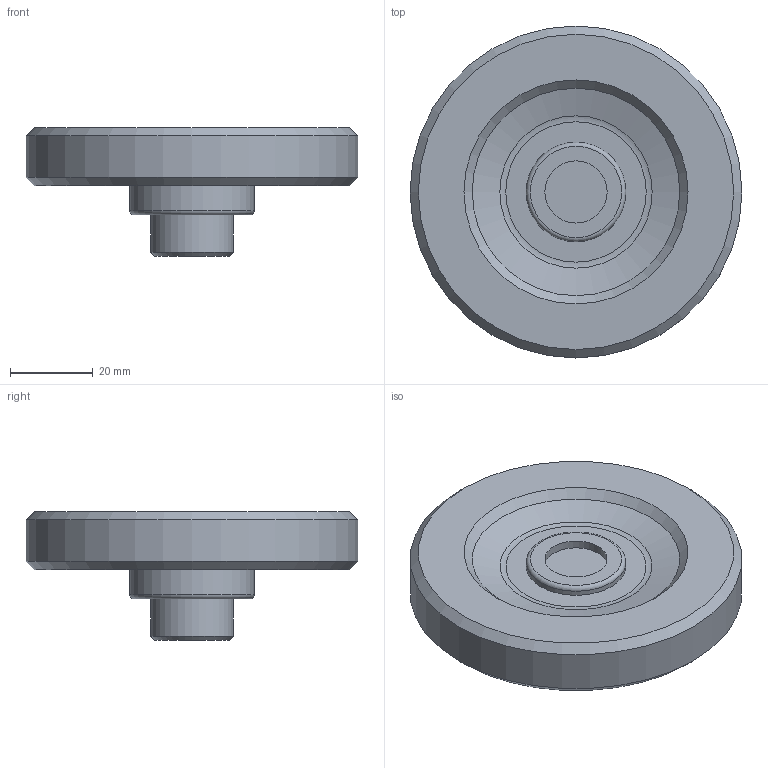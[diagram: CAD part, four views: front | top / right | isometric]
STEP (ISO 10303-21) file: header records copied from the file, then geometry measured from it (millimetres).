
FILE_DESCRIPTION( ( 'Unknown' ), '1' );
FILE_NAME( '7101004_VPRA080.stp', 'Unknown', ( 'Unknown' ), ( 'Unknown' ), 'PSStep 11.0', 'Unknown', ' ' );
FILE_SCHEMA( ( 'AUTOMOTIVE_DESIGN { 1 0 10303 214 1 1 1 1 }' ) );
Length unit declared in the file: millimetre
Products named in the file (1): 7101004
Bounding box: 80 x 80 x 31 mm (x, y, z)
Volume: 59332.3 mm3; surface area: 16214.8 mm2
Topology: 1 solids, 1 shells, 49 faces, 104 edges, 62 vertices
Faces by surface type: bspline 14, cone 10, torus 10, cylinder 8, plane 7
Full cylindrical faces by diameter (mm): 4 x1, 15 x1, 20 x1, 24 x1, 30 x1, 80 x1
Entity records: 4008 total; most frequent: CARTESIAN_POINT 2733, DIRECTION 174, ORIENTED_EDGE 158, AXIS2_PLACEMENT_3D 87, EDGE_CURVE 79, EDGE_LOOP 72, FACE_OUTER_BOUND 59, VERTEX_POINT 56
